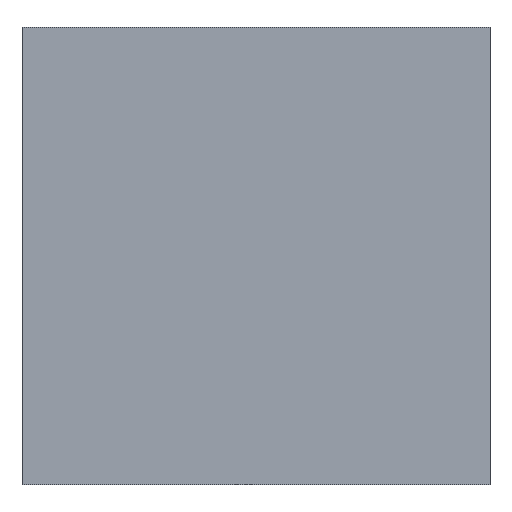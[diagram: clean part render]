
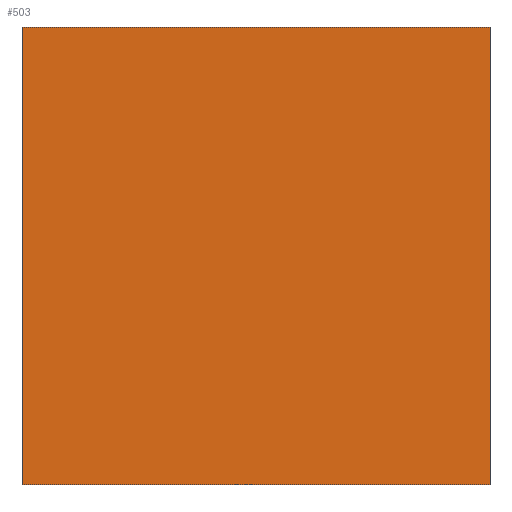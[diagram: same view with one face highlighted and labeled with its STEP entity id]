
A CAD part, front view. The second image highlights one B-rep face of the part: STEP entity #503.
In plain terms, the highlighted planar face has unit normal (0, -1, 0).
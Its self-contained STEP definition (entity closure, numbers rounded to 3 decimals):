
#34=PLANE('',#552);
#64=FACE_OUTER_BOUND('',#98,.T.);
#98=EDGE_LOOP('',(#408,#409,#410,#411));
#137=LINE('',#752,#199);
#141=LINE('',#758,#203);
#142=LINE('',#761,#204);
#144=LINE('',#764,#206);
#199=VECTOR('',#613,10.);
#203=VECTOR('',#619,10.);
#204=VECTOR('',#622,10.);
#206=VECTOR('',#626,10.);
#262=VERTEX_POINT('',#750);
#263=VERTEX_POINT('',#751);
#264=VERTEX_POINT('',#756);
#265=VERTEX_POINT('',#760);
#311=EDGE_CURVE('',#262,#263,#137,.T.);
#315=EDGE_CURVE('',#263,#264,#141,.T.);
#316=EDGE_CURVE('',#264,#265,#142,.T.);
#318=EDGE_CURVE('',#265,#262,#144,.T.);
#408=ORIENTED_EDGE('',*,*,#318,.T.);
#409=ORIENTED_EDGE('',*,*,#311,.T.);
#410=ORIENTED_EDGE('',*,*,#315,.T.);
#411=ORIENTED_EDGE('',*,*,#316,.T.);
#503=ADVANCED_FACE('',(#64),#34,.F.);
#552=AXIS2_PLACEMENT_3D('',#765,#627,#628);
#613=DIRECTION('',(0.,0.,-1.));
#619=DIRECTION('',(1.,0.,0.));
#622=DIRECTION('',(0.,0.,1.));
#626=DIRECTION('',(-1.,0.,0.));
#627=DIRECTION('center_axis',(0.,1.,0.));
#628=DIRECTION('ref_axis',(1.,0.,0.));
#750=CARTESIAN_POINT('',(-2150.,0.,2100.));
#751=CARTESIAN_POINT('',(-2150.,0.,-2100.));
#752=CARTESIAN_POINT('',(-2150.,0.,2100.));
#756=CARTESIAN_POINT('',(2150.,0.,-2100.));
#758=CARTESIAN_POINT('',(-2150.,0.,-2100.));
#760=CARTESIAN_POINT('',(2150.,0.,2100.));
#761=CARTESIAN_POINT('',(2150.,0.,-2100.));
#764=CARTESIAN_POINT('',(2150.,0.,2100.));
#765=CARTESIAN_POINT('Origin',(0.,0.,0.));
